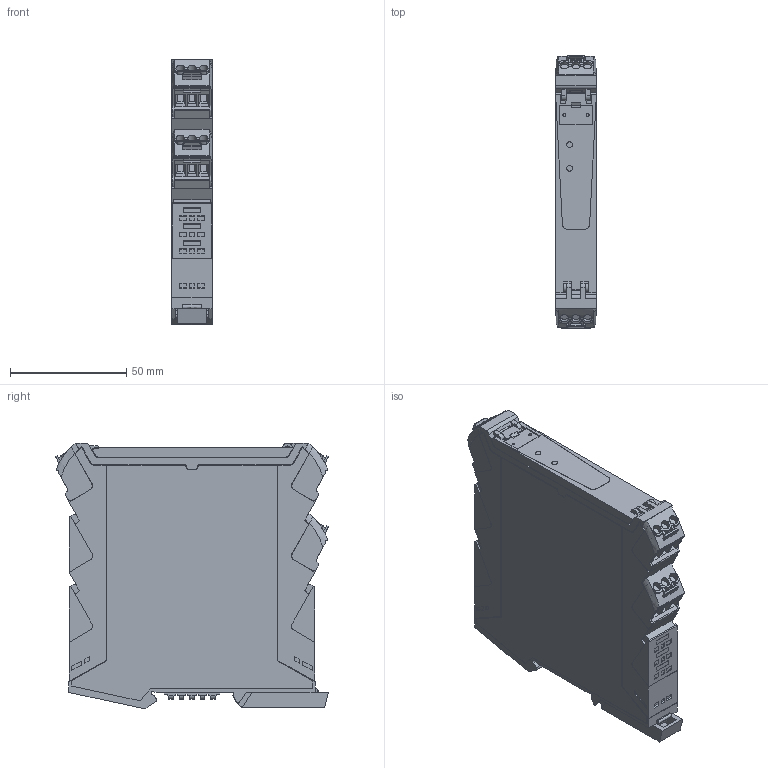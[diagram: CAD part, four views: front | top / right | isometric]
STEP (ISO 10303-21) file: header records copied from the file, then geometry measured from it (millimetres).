
FILE_DESCRIPTION(('CATIA V5 STEP Exchange','CAx-IF Rec.Pracs.--- Model Styling and Organization---1.4--- 2014-01-23'),'2;1');
FILE_NAME ('11051238_3', '2019-02-22T11:50:30+00:00', ('none'), ('Weidmueller'), 'CATIA Version 5-6 Release 2016 SP3 HF44', 'CATIA V5 STEP AP214', 'none');
FILE_SCHEMA(('AUTOMOTIVE_DESIGN { 1 0 10303 214 1 1 1 1 }'));
Products named in the file (1): 2044840000
Bounding box: 17.5 x 117.21 x 114.02 mm (x, y, z)
Volume: 199391.9 mm3; surface area: 52127.5 mm2
Topology: 28 solids, 28 shells, 1444 faces, 4508 edges, 3183 vertices
Faces by surface type: plane 1094, cylinder 253, extrusion 73, revolution 12, bspline 6, sphere 6
Entity records: 52212 total; most frequent: CARTESIAN_POINT 12819, ORIENTED_EDGE 9008, DIRECTION 6008, EDGE_CURVE 4504, VECTOR 3276, LINE 3203, VERTEX_POINT 3183, AXIS2_PLACEMENT_3D 1635
